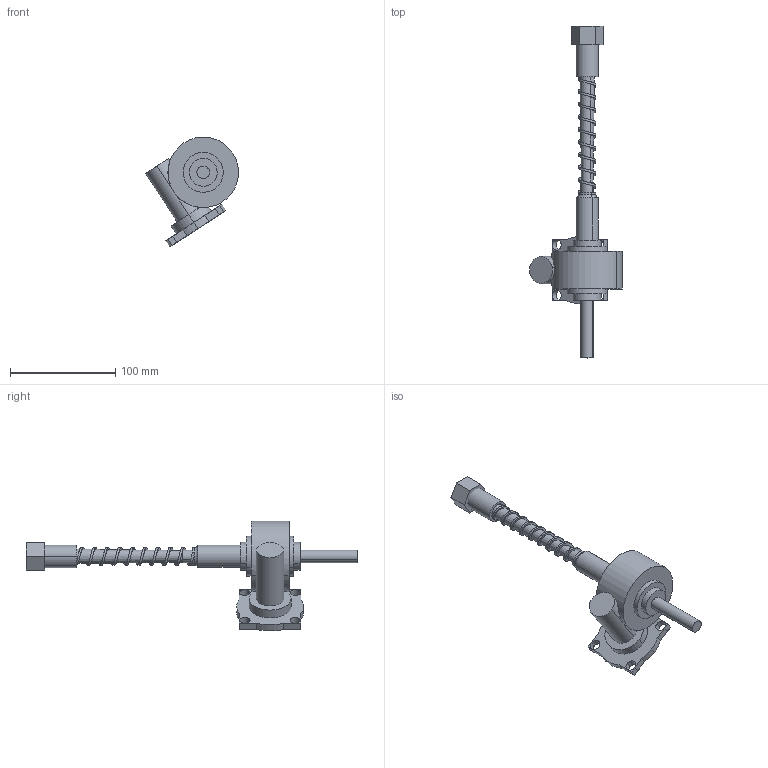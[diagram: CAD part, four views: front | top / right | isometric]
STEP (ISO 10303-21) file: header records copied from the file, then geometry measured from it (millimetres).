
FILE_DESCRIPTION (( 'STEP AP203' ), '1' );
FILE_NAME ('Extruder_DN15.step', '2017-06-22T15:49:54', ( '' ), ( '' ), 'SwSTEP 2.0', 'SolidWorks 2016', '' );
FILE_SCHEMA (( 'CONFIG_CONTROL_DESIGN' ));
Length unit declared in the file: millimetre
Products named in the file (5): Duese_Standard; Schneckengetriebe_vereinfacht_Standard; Schnecke; DN15_Rohr_40_Standard; Extruder_DN15
Assembly tree (4 placements, depth 2):
  Extruder_DN15
    Schnecke
    DN15_Rohr_40_Standard
    Duese_Standard
    Schneckengetriebe_vereinfacht_Standard
Bounding box: 88.24 x 315.27 x 104.24 mm (x, y, z)
Volume: 257119.1 mm3; surface area: 53879.2 mm2
Topology: 4 solids, 4 shells, 124 faces, 309 edges, 197 vertices
Faces by surface type: cylinder 48, plane 38, cone 33, bspline 3, torus 2
Entity records: 9521 total; most frequent: CARTESIAN_POINT 6091, ORIENTED_EDGE 610, DIRECTION 600, EDGE_CURVE 305, AXIS2_PLACEMENT_3D 230, VERTEX_POINT 197, EDGE_LOOP 144, VECTOR 140
